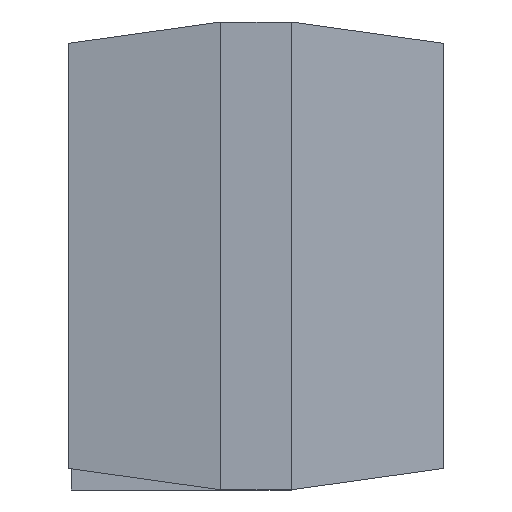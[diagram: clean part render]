
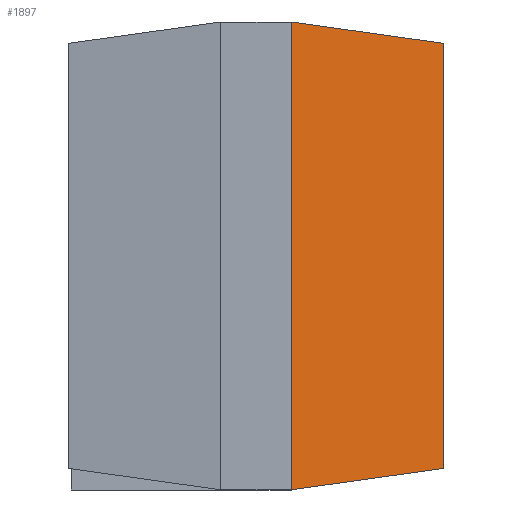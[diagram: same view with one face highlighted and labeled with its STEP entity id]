
A CAD part, left-side view. The second image highlights one B-rep face of the part: STEP entity #1897.
In plain terms, the highlighted planar face has unit normal (-0.99, -0.139, 0).
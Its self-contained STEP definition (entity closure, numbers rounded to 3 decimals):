
#25 = VERTEX_POINT ( 'NONE', #2183 ) ;
#88 = VERTEX_POINT ( 'NONE', #676 ) ;
#93 = VERTEX_POINT ( 'NONE', #1182 ) ;
#118 = CARTESIAN_POINT ( 'NONE',  ( -1.909, -0.8, 2.001 ) ) ;
#394 = DIRECTION ( 'NONE',  ( -0.138, 0.981, -0.138 ) ) ;
#482 = ORIENTED_EDGE ( 'NONE', *, *, #1044, .F. ) ;
#609 = EDGE_CURVE ( 'NONE', #93, #25, #725, .T. ) ;
#642 = PLANE ( 'NONE',  #1176 ) ;
#676 = CARTESIAN_POINT ( 'NONE',  ( -1.909, -0.8, 0.092 ) ) ;
#708 = ORIENTED_EDGE ( 'NONE', *, *, #1116, .F. ) ;
#725 = LINE ( 'NONE', #1753, #752 ) ;
#752 = VECTOR ( 'NONE', #1233, 1000. ) ;
#757 = DIRECTION ( 'NONE',  ( 0., 0., -1. ) ) ;
#848 = VECTOR ( 'NONE', #394, 1000. ) ;
#930 = EDGE_LOOP ( 'NONE', ( #708, #1736, #482, #1551 ) ) ;
#1008 = CARTESIAN_POINT ( 'NONE',  ( -1.962, -0.42, 1.963 ) ) ;
#1044 = EDGE_CURVE ( 'NONE', #25, #2012, #1717, .T. ) ;
#1114 = VECTOR ( 'NONE', #757, 1000. ) ;
#1116 = EDGE_CURVE ( 'NONE', #88, #93, #2173, .T. ) ;
#1135 = VECTOR ( 'NONE', #1337, 1000. ) ;
#1176 = AXIS2_PLACEMENT_3D ( 'NONE', #118, #2143, #1791 ) ;
#1182 = CARTESIAN_POINT ( 'NONE',  ( -2., -0.15, 0.001 ) ) ;
#1233 = DIRECTION ( 'NONE',  ( 0., 0., 1. ) ) ;
#1337 = DIRECTION ( 'NONE',  ( 0.138, -0.981, -0.138 ) ) ;
#1341 = LINE ( 'NONE', #1960, #1114 ) ;
#1392 = CARTESIAN_POINT ( 'NONE',  ( -1.872, -1.058, 0.129 ) ) ;
#1422 = FACE_OUTER_BOUND ( 'NONE', #930, .T. ) ;
#1551 = ORIENTED_EDGE ( 'NONE', *, *, #609, .F. ) ;
#1676 = CARTESIAN_POINT ( 'NONE',  ( -1.909, -0.8, 1.91 ) ) ;
#1717 = LINE ( 'NONE', #1008, #1135 ) ;
#1736 = ORIENTED_EDGE ( 'NONE', *, *, #1793, .F. ) ;
#1753 = CARTESIAN_POINT ( 'NONE',  ( -2., -0.15, 2.001 ) ) ;
#1791 = DIRECTION ( 'NONE',  ( 0., 0., -1. ) ) ;
#1793 = EDGE_CURVE ( 'NONE', #2012, #88, #1341, .T. ) ;
#1897 = ADVANCED_FACE ( 'NONE', ( #1422 ), #642, .F. ) ;
#1960 = CARTESIAN_POINT ( 'NONE',  ( -1.909, -0.8, 2.001 ) ) ;
#2012 = VERTEX_POINT ( 'NONE', #1676 ) ;
#2143 = DIRECTION ( 'NONE',  ( 0.99, 0.139, 0. ) ) ;
#2173 = LINE ( 'NONE', #1392, #848 ) ;
#2183 = CARTESIAN_POINT ( 'NONE',  ( -2., -0.15, 2.001 ) ) ;
